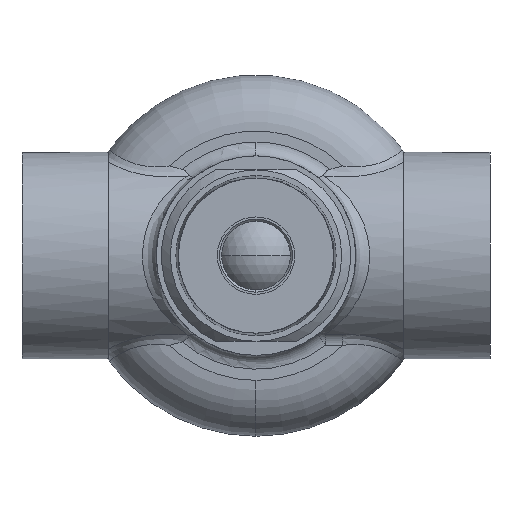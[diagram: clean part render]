
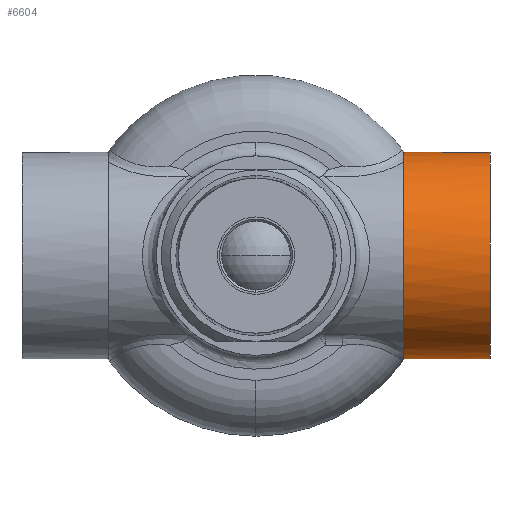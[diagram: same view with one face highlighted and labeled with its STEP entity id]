
A CAD part, front view. The second image highlights one B-rep face of the part: STEP entity #6604.
In plain terms, the highlighted cylindrical face has radius 38.1 mm (diameter 76.2 mm), a partial arc.
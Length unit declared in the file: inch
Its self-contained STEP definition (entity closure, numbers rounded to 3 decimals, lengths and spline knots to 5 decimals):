
#242 = CARTESIAN_POINT ( 'NONE',  ( -2.76895, -3.98687, -1.49331 ) ) ;
#952 = DIRECTION ( 'NONE',  ( 0., 0., -1. ) ) ;
#1791 = AXIS2_PLACEMENT_3D ( 'NONE', #35121, #24019, #2212 ) ;
#2212 = DIRECTION ( 'NONE',  ( 0., 0., 1. ) ) ;
#2696 = EDGE_CURVE ( 'NONE', #35201, #27383, #12512, .T. ) ;
#2985 = CARTESIAN_POINT ( 'NONE',  ( -2.75818, -3.84537, -1.5 ) ) ;
#3275 = ORIENTED_EDGE ( 'NONE', *, *, #7819, .T. ) ;
#3404 = CARTESIAN_POINT ( 'NONE',  ( -2.7617, -3.9397, 1.49778 ) ) ;
#4054 = EDGE_CURVE ( 'NONE', #27383, #20057, #22823, .T. ) ;
#4091 = EDGE_CURVE ( 'NONE', #20057, #33883, #10006, .T. ) ;
#5630 = EDGE_CURVE ( 'NONE', #26797, #23591, #28319, .T. ) ;
#6604 = ADVANCED_FACE ( 'NONE', ( #10628 ), #17072, .T. ) ;
#6703 = CARTESIAN_POINT ( 'NONE',  ( -1.51895, -3.84537, -1.5 ) ) ;
#7819 = EDGE_CURVE ( 'NONE', #26797, #35201, #22077, .T. ) ;
#7938 = CARTESIAN_POINT ( 'NONE',  ( -2.76895, -3.84537, 0. ) ) ;
#8031 = CARTESIAN_POINT ( 'NONE',  ( -1.51895, -3.84537, 1.5 ) ) ;
#8250 = CARTESIAN_POINT ( 'NONE',  ( -2.75818, -3.84537, 1.5 ) ) ;
#10006 = B_SPLINE_CURVE_WITH_KNOTS ( 'NONE', 3,
 ( #242, #16634, #19408, #2985 ),
 .UNSPECIFIED., .F., .F.,
 ( 4, 4 ),
 ( 0., 0.00359 ),
 .UNSPECIFIED. ) ;
#10249 = CARTESIAN_POINT ( 'NONE',  ( -1.51895, -3.84537, 1.5 ) ) ;
#10628 = FACE_OUTER_BOUND ( 'NONE', #24554, .T. ) ;
#10711 = DIRECTION ( 'NONE',  ( 0., 0., -1. ) ) ;
#12512 = B_SPLINE_CURVE_WITH_KNOTS ( 'NONE', 3,
 ( #33541, #22563, #3404, #14390 ),
 .UNSPECIFIED., .F., .F.,
 ( 4, 4 ),
 ( 0.00359, 0.00719 ),
 .UNSPECIFIED. ) ;
#12958 = AXIS2_PLACEMENT_3D ( 'NONE', #7938, #27152, #10711 ) ;
#13035 = ORIENTED_EDGE ( 'NONE', *, *, #21658, .F. ) ;
#14334 = ORIENTED_EDGE ( 'NONE', *, *, #2696, .T. ) ;
#14390 = CARTESIAN_POINT ( 'NONE',  ( -2.76895, -3.98687, 1.49331 ) ) ;
#14783 = VECTOR ( 'NONE', #27235, 39.37008 ) ;
#16634 = CARTESIAN_POINT ( 'NONE',  ( -2.7617, -3.9397, -1.49778 ) ) ;
#17072 = CYLINDRICAL_SURFACE ( 'NONE', #1791, 1.5 ) ;
#17276 = CARTESIAN_POINT ( 'NONE',  ( -2.76895, -3.98687, 1.49331 ) ) ;
#17357 = DIRECTION ( 'NONE',  ( 1., 0., 0. ) ) ;
#17362 = CARTESIAN_POINT ( 'NONE',  ( -2.76895, -3.98687, -1.49331 ) ) ;
#19408 = CARTESIAN_POINT ( 'NONE',  ( -2.75818, -3.89254, -1.5 ) ) ;
#19559 = LINE ( 'NONE', #6703, #26014 ) ;
#20057 = VERTEX_POINT ( 'NONE', #17362 ) ;
#21658 = EDGE_CURVE ( 'NONE', #23591, #33883, #19559, .T. ) ;
#22077 = LINE ( 'NONE', #8031, #14783 ) ;
#22563 = CARTESIAN_POINT ( 'NONE',  ( -2.75818, -3.89254, 1.5 ) ) ;
#22645 = CARTESIAN_POINT ( 'NONE',  ( -2.75818, -3.84537, -1.5 ) ) ;
#22823 = CIRCLE ( 'NONE', #12958, 1.5 ) ;
#23138 = DIRECTION ( 'NONE',  ( -1., 0., 0. ) ) ;
#23338 = CARTESIAN_POINT ( 'NONE',  ( -1.51895, -3.84537, -1.5 ) ) ;
#23591 = VERTEX_POINT ( 'NONE', #23338 ) ;
#24019 = DIRECTION ( 'NONE',  ( -1., 0., 0. ) ) ;
#24554 = EDGE_LOOP ( 'NONE', ( #13035, #25901, #3275, #14334, #28575, #32361 ) ) ;
#25901 = ORIENTED_EDGE ( 'NONE', *, *, #5630, .F. ) ;
#26014 = VECTOR ( 'NONE', #23138, 39.37008 ) ;
#26797 = VERTEX_POINT ( 'NONE', #10249 ) ;
#27152 = DIRECTION ( 'NONE',  ( 1., 0., 0. ) ) ;
#27235 = DIRECTION ( 'NONE',  ( -1., 0., 0. ) ) ;
#27383 = VERTEX_POINT ( 'NONE', #17276 ) ;
#28319 = CIRCLE ( 'NONE', #34674, 1.5 ) ;
#28575 = ORIENTED_EDGE ( 'NONE', *, *, #4054, .T. ) ;
#32361 = ORIENTED_EDGE ( 'NONE', *, *, #4091, .T. ) ;
#33541 = CARTESIAN_POINT ( 'NONE',  ( -2.75818, -3.84537, 1.5 ) ) ;
#33844 = CARTESIAN_POINT ( 'NONE',  ( -1.51895, -3.84537, 0. ) ) ;
#33883 = VERTEX_POINT ( 'NONE', #22645 ) ;
#34674 = AXIS2_PLACEMENT_3D ( 'NONE', #33844, #17357, #952 ) ;
#35121 = CARTESIAN_POINT ( 'NONE',  ( -1.51895, -3.84537, 0. ) ) ;
#35201 = VERTEX_POINT ( 'NONE', #8250 ) ;
